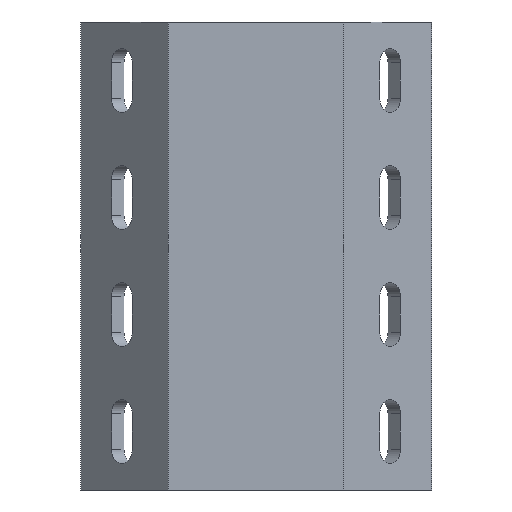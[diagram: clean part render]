
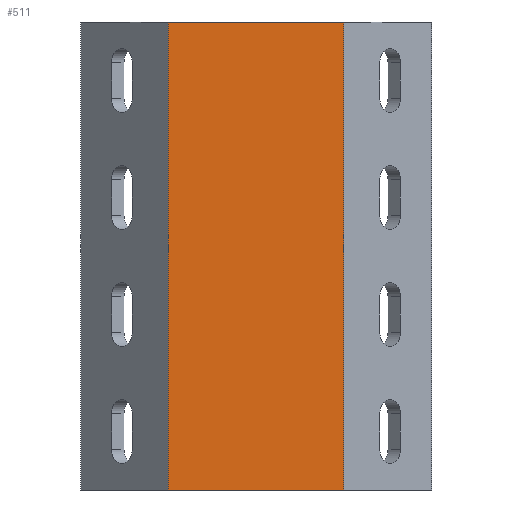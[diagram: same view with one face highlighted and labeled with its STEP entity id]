
A CAD part, front view. The second image highlights one B-rep face of the part: STEP entity #511.
In plain terms, the highlighted planar face has unit normal (0, -1, 0).
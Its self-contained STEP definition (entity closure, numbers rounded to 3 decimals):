
#69 = LINE ( 'NONE', #759, #452 ) ;
#131 = ORIENTED_EDGE ( 'NONE', *, *, #465, .F. ) ;
#132 = PLANE ( 'NONE',  #667 ) ;
#140 = DIRECTION ( 'NONE',  ( -1., 0., 0. ) ) ;
#171 = CARTESIAN_POINT ( 'NONE',  ( 14.979, -3., -60. ) ) ;
#190 = LINE ( 'NONE', #1472, #192 ) ;
#192 = VECTOR ( 'NONE', #442, 1000. ) ;
#212 = DIRECTION ( 'NONE',  ( 0., 0., -1. ) ) ;
#222 = VERTEX_POINT ( 'NONE', #171 ) ;
#224 = CARTESIAN_POINT ( 'NONE',  ( -13.737, -3., 0. ) ) ;
#301 = DIRECTION ( 'NONE',  ( 0., 0., -1. ) ) ;
#333 = CARTESIAN_POINT ( 'NONE',  ( -14.979, -3., -60. ) ) ;
#384 = CARTESIAN_POINT ( 'NONE',  ( -13.737, -3., -60. ) ) ;
#431 = CARTESIAN_POINT ( 'NONE',  ( 14.979, -3., 0. ) ) ;
#442 = DIRECTION ( 'NONE',  ( 1., 0., 0. ) ) ;
#451 = EDGE_LOOP ( 'NONE', ( #663, #1441, #1008, #131 ) ) ;
#452 = VECTOR ( 'NONE', #301, 1000. ) ;
#465 = EDGE_CURVE ( 'NONE', #743, #1187, #190, .T. ) ;
#495 = LINE ( 'NONE', #384, #624 ) ;
#511 = ADVANCED_FACE ( 'NONE', ( #1157 ), #132, .F. ) ;
#562 = CARTESIAN_POINT ( 'NONE',  ( 14.979, -3., 20. ) ) ;
#624 = VECTOR ( 'NONE', #741, 1000. ) ;
#663 = ORIENTED_EDGE ( 'NONE', *, *, #805, .T. ) ;
#667 = AXIS2_PLACEMENT_3D ( 'NONE', #224, #1050, #140 ) ;
#702 = EDGE_CURVE ( 'NONE', #1241, #222, #495, .T. ) ;
#741 = DIRECTION ( 'NONE',  ( 1., 0., 0. ) ) ;
#743 = VERTEX_POINT ( 'NONE', #1118 ) ;
#759 = CARTESIAN_POINT ( 'NONE',  ( -14.979, -3., 0. ) ) ;
#805 = EDGE_CURVE ( 'NONE', #743, #1241, #69, .T. ) ;
#1008 = ORIENTED_EDGE ( 'NONE', *, *, #1175, .F. ) ;
#1012 = LINE ( 'NONE', #431, #1444 ) ;
#1050 = DIRECTION ( 'NONE',  ( 0., 1., 0. ) ) ;
#1118 = CARTESIAN_POINT ( 'NONE',  ( -14.979, -3., 20. ) ) ;
#1157 = FACE_OUTER_BOUND ( 'NONE', #451, .T. ) ;
#1175 = EDGE_CURVE ( 'NONE', #1187, #222, #1012, .T. ) ;
#1187 = VERTEX_POINT ( 'NONE', #562 ) ;
#1241 = VERTEX_POINT ( 'NONE', #333 ) ;
#1441 = ORIENTED_EDGE ( 'NONE', *, *, #702, .T. ) ;
#1444 = VECTOR ( 'NONE', #212, 1000. ) ;
#1472 = CARTESIAN_POINT ( 'NONE',  ( -13.737, -3., 20. ) ) ;
